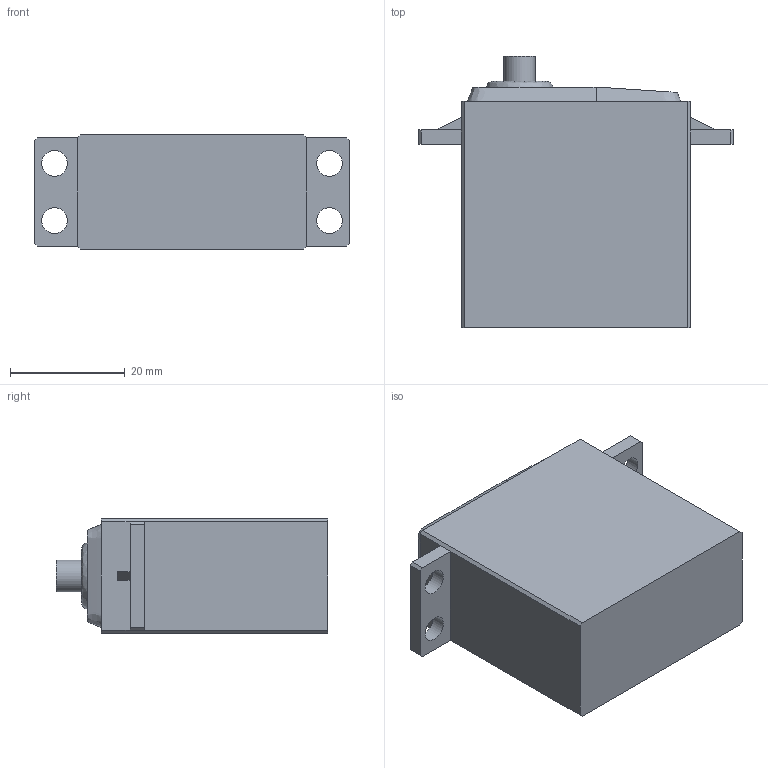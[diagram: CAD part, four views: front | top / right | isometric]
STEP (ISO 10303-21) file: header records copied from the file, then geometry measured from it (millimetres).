
FILE_DESCRIPTION(/* description */ (''),/* implementation_level */ '2;1');
FILE_NAME(/* name */ 'FT6335M.step',/* time_stamp */ '2022-11-03T21:53:11+09:00',/* author */ (''),/* organization */ (''),/* preprocessor_version */ 'ST-DEVELOPER v19.2',/* originating_system */ 'Autodesk Translation Framework v11.17.0.187',/* authorisation */ '');
FILE_SCHEMA (('AUTOMOTIVE_DESIGN { 1 0 10303 214 3 1 1 }'));
Length unit declared in the file: millimetre
Products named in the file (1): FT6335M
Bounding box: 55 x 47.38 x 20 mm (x, y, z)
Volume: 33758.7 mm3; surface area: 7247 mm2
Topology: 1 solids, 1 shells, 46 faces, 110 edges, 70 vertices
Faces by surface type: plane 37, cylinder 6, bspline 3
Full cylindrical faces by diameter (mm): 2.5 x1, 4.5 x4, 5.5 x1
Entity records: 1781 total; most frequent: CARTESIAN_POINT 672, ORIENTED_EDGE 220, DIRECTION 207, EDGE_CURVE 110, LINE 91, VECTOR 91, VERTEX_POINT 70, EDGE_LOOP 58
